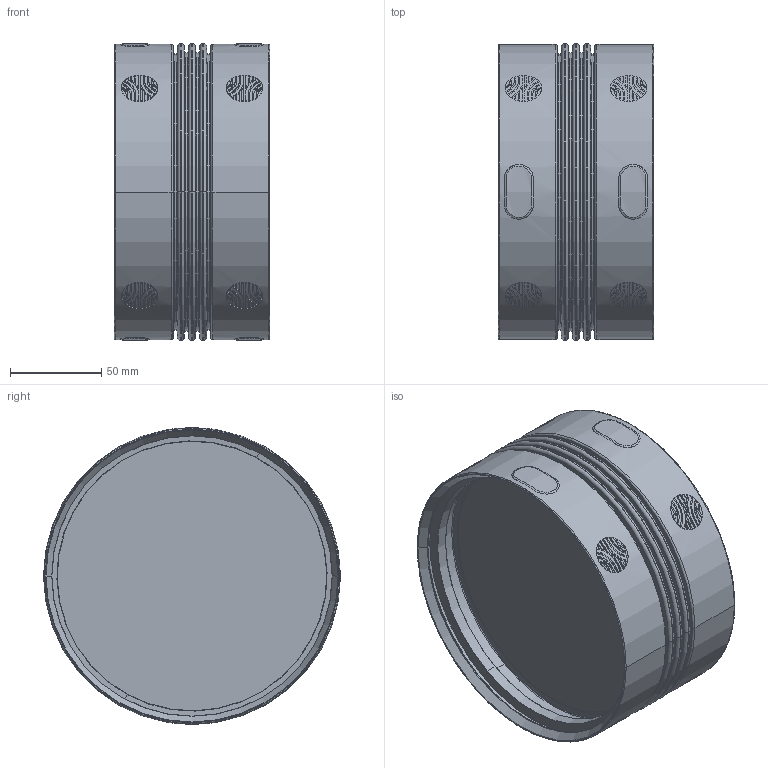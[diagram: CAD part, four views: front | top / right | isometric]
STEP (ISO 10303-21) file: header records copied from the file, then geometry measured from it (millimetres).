
FILE_DESCRIPTION(('CATIA V5 STEP Exchange'),'2;1');
FILE_NAME('4051024 P-UVR 150 Universalverbinder_vereinfacht.stp','2023-03-30T07:42:00+00:00',('none'),('none'),'CATIA Version 5 Release 21 SP 1 (IN-10)','CATIA V5 STEP AP214 Edition 3','none');
FILE_SCHEMA(('AUTOMOTIVE_DESIGN { 1 0 10303 214 3 1 1 1 }'));
Products named in the file (1): 4051024 P-UVR 150 Universalverbinder_vereinfacht
Bounding box: 85 x 162.6 x 162.6 mm (x, y, z)
Volume: 788980.5 mm3; surface area: 135154.4 mm2
Topology: 1 solids, 1 shells, 2108 faces, 5910 edges, 3940 vertices
Faces by surface type: plane 1070, bspline 424, cylinder 334, extrusion 168, torus 72, cone 40
Entity records: 82641 total; most frequent: CARTESIAN_POINT 36949, ORIENTED_EDGE 11820, EDGE_CURVE 5910, DIRECTION 4828, B_SPLINE_CURVE_WITH_KNOTS 4262, VERTEX_POINT 3940, EDGE_LOOP 2244, ADVANCED_FACE 2108
